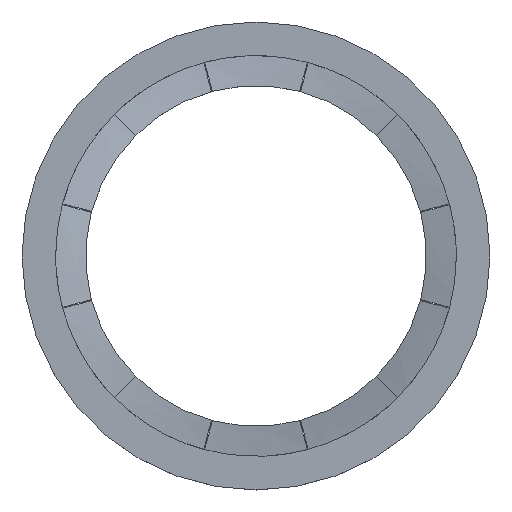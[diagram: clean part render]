
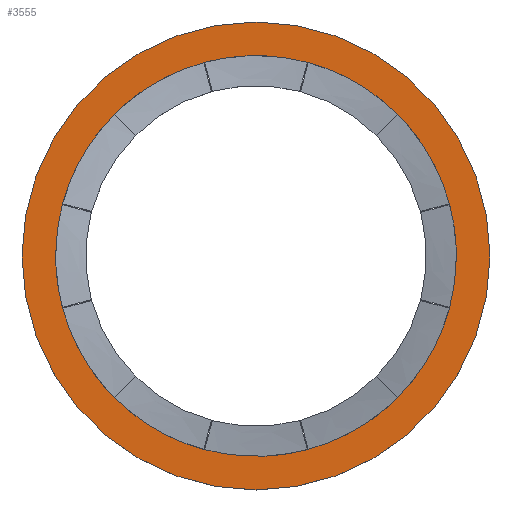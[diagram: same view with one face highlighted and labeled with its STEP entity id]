
A CAD part, top view. The second image highlights one B-rep face of the part: STEP entity #3555.
In plain terms, the highlighted planar face has unit normal (0, 0, 1).
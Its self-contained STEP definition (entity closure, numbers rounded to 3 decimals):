
#93=CARTESIAN_POINT('',(-6.25,0.,9.4));
#94=VERTEX_POINT('',#93);
#119=CARTESIAN_POINT('',(6.25,0.,9.4));
#120=VERTEX_POINT('',#119);
#127=CARTESIAN_POINT('',(0.0,-6.25,9.4));
#128=VERTEX_POINT('',#127);
#129=CARTESIAN_POINT('',(0.0,0.0,9.4));
#130=DIRECTION('',(0.0,0.0,-1.0));
#131=DIRECTION('',(-1.0,0.0,0.0));
#132=AXIS2_PLACEMENT_3D('',#129,#130,#131);
#133=CIRCLE('',#132,6.25);
#134=EDGE_CURVE('',#120,#128,#133,.T.);
#136=CARTESIAN_POINT('',(0.0,0.0,9.4));
#137=DIRECTION('',(0.0,0.0,-1.0));
#138=DIRECTION('',(-1.0,0.0,0.0));
#139=AXIS2_PLACEMENT_3D('',#136,#137,#138);
#140=CIRCLE('',#139,6.25);
#141=EDGE_CURVE('',#128,#94,#140,.T.);
#1037=CARTESIAN_POINT('',(2.44,4.761,9.4));
#1038=VERTEX_POINT('',#1037);
#1138=CARTESIAN_POINT('',(-0.267,5.343,9.4));
#1139=VERTEX_POINT('',#1138);
#1239=CARTESIAN_POINT('',(-2.903,4.494,9.4));
#1240=VERTEX_POINT('',#1239);
#1340=CARTESIAN_POINT('',(-4.761,2.44,9.4));
#1341=VERTEX_POINT('',#1340);
#1441=CARTESIAN_POINT('',(-5.343,-0.267,9.4));
#1442=VERTEX_POINT('',#1441);
#1542=CARTESIAN_POINT('',(-4.494,-2.903,9.4));
#1543=VERTEX_POINT('',#1542);
#1643=CARTESIAN_POINT('',(-2.44,-4.761,9.4));
#1644=VERTEX_POINT('',#1643);
#1744=CARTESIAN_POINT('',(0.267,-5.343,9.4));
#1745=VERTEX_POINT('',#1744);
#1845=CARTESIAN_POINT('',(2.903,-4.494,9.4));
#1846=VERTEX_POINT('',#1845);
#1946=CARTESIAN_POINT('',(4.761,-2.44,9.4));
#1947=VERTEX_POINT('',#1946);
#2047=CARTESIAN_POINT('',(4.494,2.903,9.4));
#2048=VERTEX_POINT('',#2047);
#2148=CARTESIAN_POINT('',(5.343,0.267,9.4));
#2149=VERTEX_POINT('',#2148);
#2927=CARTESIAN_POINT('',(5.17,1.376,9.4));
#2928=VERTEX_POINT('',#2927);
#2936=CARTESIAN_POINT('',(0.0,0.0,9.4));
#2937=DIRECTION('',(0.0,0.0,-1.0));
#2938=DIRECTION('',(0.0,-1.0,0.0));
#2939=AXIS2_PLACEMENT_3D('',#2936,#2937,#2938);
#2940=CIRCLE('',#2939,5.35);
#2941=EDGE_CURVE('',#2928,#2149,#2940,.T.);
#2973=CARTESIAN_POINT('',(5.165,-1.394,9.4));
#2974=VERTEX_POINT('',#2973);
#2975=CARTESIAN_POINT('',(0.0,0.0,9.4));
#2976=DIRECTION('',(0.0,0.0,-1.0));
#2977=DIRECTION('',(0.0,-1.0,0.0));
#2978=AXIS2_PLACEMENT_3D('',#2975,#2976,#2977);
#2979=CIRCLE('',#2978,5.35);
#2980=EDGE_CURVE('',#2974,#1947,#2979,.T.);
#3017=CARTESIAN_POINT('',(3.79,3.776,9.4));
#3018=VERTEX_POINT('',#3017);
#3026=CARTESIAN_POINT('',(0.0,0.0,9.4));
#3027=DIRECTION('',(0.0,0.0,-1.0));
#3028=DIRECTION('',(0.0,-1.0,0.0));
#3029=AXIS2_PLACEMENT_3D('',#3026,#3027,#3028);
#3030=CIRCLE('',#3029,5.35);
#3031=EDGE_CURVE('',#3018,#2048,#3030,.T.);
#3063=CARTESIAN_POINT('',(1.394,5.165,9.4));
#3064=VERTEX_POINT('',#3063);
#3065=CARTESIAN_POINT('',(0.0,0.0,9.4));
#3066=DIRECTION('',(0.0,0.0,-1.0));
#3067=DIRECTION('',(0.0,-1.0,0.0));
#3068=AXIS2_PLACEMENT_3D('',#3065,#3066,#3067);
#3069=CIRCLE('',#3068,5.35);
#3070=EDGE_CURVE('',#3064,#1038,#3069,.T.);
#3107=CARTESIAN_POINT('',(3.776,-3.79,9.4));
#3108=VERTEX_POINT('',#3107);
#3116=CARTESIAN_POINT('',(0.0,0.0,9.4));
#3117=DIRECTION('',(0.0,0.0,-1.0));
#3118=DIRECTION('',(0.0,-1.0,0.0));
#3119=AXIS2_PLACEMENT_3D('',#3116,#3117,#3118);
#3120=CIRCLE('',#3119,5.35);
#3121=EDGE_CURVE('',#3108,#1846,#3120,.T.);
#3152=CARTESIAN_POINT('',(1.376,-5.17,9.4));
#3153=VERTEX_POINT('',#3152);
#3161=CARTESIAN_POINT('',(0.0,0.0,9.4));
#3162=DIRECTION('',(0.0,0.0,-1.0));
#3163=DIRECTION('',(0.0,-1.0,0.0));
#3164=AXIS2_PLACEMENT_3D('',#3161,#3162,#3163);
#3165=CIRCLE('',#3164,5.35);
#3166=EDGE_CURVE('',#3153,#1745,#3165,.T.);
#3197=CARTESIAN_POINT('',(-1.376,5.17,9.4));
#3198=VERTEX_POINT('',#3197);
#3206=CARTESIAN_POINT('',(0.0,0.0,9.4));
#3207=DIRECTION('',(0.0,0.0,-1.0));
#3208=DIRECTION('',(0.0,-1.0,0.0));
#3209=AXIS2_PLACEMENT_3D('',#3206,#3207,#3208);
#3210=CIRCLE('',#3209,5.35);
#3211=EDGE_CURVE('',#3198,#1139,#3210,.T.);
#3243=CARTESIAN_POINT('',(-3.776,3.79,9.4));
#3244=VERTEX_POINT('',#3243);
#3245=CARTESIAN_POINT('',(0.0,0.0,9.4));
#3246=DIRECTION('',(0.0,0.0,-1.0));
#3247=DIRECTION('',(0.0,-1.0,0.0));
#3248=AXIS2_PLACEMENT_3D('',#3245,#3246,#3247);
#3249=CIRCLE('',#3248,5.35);
#3250=EDGE_CURVE('',#3244,#1240,#3249,.T.);
#3287=CARTESIAN_POINT('',(-1.394,-5.165,9.4));
#3288=VERTEX_POINT('',#3287);
#3296=CARTESIAN_POINT('',(0.0,0.0,9.4));
#3297=DIRECTION('',(0.0,0.0,-1.0));
#3298=DIRECTION('',(0.0,-1.0,0.0));
#3299=AXIS2_PLACEMENT_3D('',#3296,#3297,#3298);
#3300=CIRCLE('',#3299,5.35);
#3301=EDGE_CURVE('',#3288,#1644,#3300,.T.);
#3333=CARTESIAN_POINT('',(-5.165,1.394,9.4));
#3334=VERTEX_POINT('',#3333);
#3335=CARTESIAN_POINT('',(0.0,0.0,9.4));
#3336=DIRECTION('',(0.0,0.0,-1.0));
#3337=DIRECTION('',(0.0,-1.0,0.0));
#3338=AXIS2_PLACEMENT_3D('',#3335,#3336,#3337);
#3339=CIRCLE('',#3338,5.35);
#3340=EDGE_CURVE('',#3334,#1341,#3339,.T.);
#3378=CARTESIAN_POINT('',(-5.17,-1.376,9.4));
#3379=VERTEX_POINT('',#3378);
#3380=CARTESIAN_POINT('',(0.0,0.0,9.4));
#3381=DIRECTION('',(0.0,0.0,-1.0));
#3382=DIRECTION('',(0.0,-1.0,0.0));
#3383=AXIS2_PLACEMENT_3D('',#3380,#3381,#3382);
#3384=CIRCLE('',#3383,5.35);
#3385=EDGE_CURVE('',#3379,#1442,#3384,.T.);
#3422=CARTESIAN_POINT('',(-3.79,-3.776,9.4));
#3423=VERTEX_POINT('',#3422);
#3431=CARTESIAN_POINT('',(0.0,0.0,9.4));
#3432=DIRECTION('',(0.0,0.0,-1.0));
#3433=DIRECTION('',(0.0,-1.0,0.0));
#3434=AXIS2_PLACEMENT_3D('',#3431,#3432,#3433);
#3435=CIRCLE('',#3434,5.35);
#3436=EDGE_CURVE('',#3423,#1543,#3435,.T.);
#3441=CARTESIAN_POINT('',(0.0,-5.8,9.4));
#3442=DIRECTION('',(0.0,0.0,-1.0));
#3443=DIRECTION('',(1.0,0.0,0.0));
#3444=AXIS2_PLACEMENT_3D('',#3441,#3442,#3443);
#3445=PLANE('',#3444);
#3446=ORIENTED_EDGE('',*,*,#141,.F.);
#3447=ORIENTED_EDGE('',*,*,#134,.F.);
#3448=CARTESIAN_POINT('',(0.0,0.0,9.4));
#3449=DIRECTION('',(0.0,0.0,-1.0));
#3450=DIRECTION('',(-1.0,0.0,0.0));
#3451=AXIS2_PLACEMENT_3D('',#3448,#3449,#3450);
#3452=CIRCLE('',#3451,6.25);
#3453=EDGE_CURVE('',#94,#120,#3452,.T.);
#3454=ORIENTED_EDGE('',*,*,#3453,.F.);
#3455=EDGE_LOOP('',(#3446,#3447,#3454));
#3456=FACE_OUTER_BOUND('',#3455,.T.);
#3457=CARTESIAN_POINT('',(0.0,0.0,9.4));
#3458=DIRECTION('',(0.0,0.0,1.0));
#3459=DIRECTION('',(-1.0,0.0,0.0));
#3460=AXIS2_PLACEMENT_3D('',#3457,#3458,#3459);
#3461=CIRCLE('',#3460,5.35);
#3462=EDGE_CURVE('',#3288,#1745,#3461,.T.);
#3463=ORIENTED_EDGE('',*,*,#3462,.F.);
#3464=ORIENTED_EDGE('',*,*,#3301,.T.);
#3465=CARTESIAN_POINT('',(0.0,0.0,9.4));
#3466=DIRECTION('',(0.0,0.0,1.0));
#3467=DIRECTION('',(-1.0,0.0,0.0));
#3468=AXIS2_PLACEMENT_3D('',#3465,#3466,#3467);
#3469=CIRCLE('',#3468,5.35);
#3470=EDGE_CURVE('',#3423,#1644,#3469,.T.);
#3471=ORIENTED_EDGE('',*,*,#3470,.F.);
#3472=ORIENTED_EDGE('',*,*,#3436,.T.);
#3473=CARTESIAN_POINT('',(0.0,0.0,9.4));
#3474=DIRECTION('',(0.0,0.0,1.0));
#3475=DIRECTION('',(-1.0,0.0,0.0));
#3476=AXIS2_PLACEMENT_3D('',#3473,#3474,#3475);
#3477=CIRCLE('',#3476,5.35);
#3478=EDGE_CURVE('',#3379,#1543,#3477,.T.);
#3479=ORIENTED_EDGE('',*,*,#3478,.F.);
#3480=ORIENTED_EDGE('',*,*,#3385,.T.);
#3481=CARTESIAN_POINT('',(0.0,0.0,9.4));
#3482=DIRECTION('',(0.0,0.0,1.0));
#3483=DIRECTION('',(-1.0,0.0,0.0));
#3484=AXIS2_PLACEMENT_3D('',#3481,#3482,#3483);
#3485=CIRCLE('',#3484,5.35);
#3486=EDGE_CURVE('',#3334,#1442,#3485,.T.);
#3487=ORIENTED_EDGE('',*,*,#3486,.F.);
#3488=ORIENTED_EDGE('',*,*,#3340,.T.);
#3489=CARTESIAN_POINT('',(0.0,0.0,9.4));
#3490=DIRECTION('',(0.0,0.0,1.0));
#3491=DIRECTION('',(-1.0,0.0,0.0));
#3492=AXIS2_PLACEMENT_3D('',#3489,#3490,#3491);
#3493=CIRCLE('',#3492,5.35);
#3494=EDGE_CURVE('',#3244,#1341,#3493,.T.);
#3495=ORIENTED_EDGE('',*,*,#3494,.F.);
#3496=ORIENTED_EDGE('',*,*,#3250,.T.);
#3497=CARTESIAN_POINT('',(0.0,0.0,9.4));
#3498=DIRECTION('',(0.0,0.0,1.0));
#3499=DIRECTION('',(-1.0,0.0,0.0));
#3500=AXIS2_PLACEMENT_3D('',#3497,#3498,#3499);
#3501=CIRCLE('',#3500,5.35);
#3502=EDGE_CURVE('',#3198,#1240,#3501,.T.);
#3503=ORIENTED_EDGE('',*,*,#3502,.F.);
#3504=ORIENTED_EDGE('',*,*,#3211,.T.);
#3505=CARTESIAN_POINT('',(0.0,0.0,9.4));
#3506=DIRECTION('',(0.0,0.0,1.0));
#3507=DIRECTION('',(-1.0,0.0,0.0));
#3508=AXIS2_PLACEMENT_3D('',#3505,#3506,#3507);
#3509=CIRCLE('',#3508,5.35);
#3510=EDGE_CURVE('',#3064,#1139,#3509,.T.);
#3511=ORIENTED_EDGE('',*,*,#3510,.F.);
#3512=ORIENTED_EDGE('',*,*,#3070,.T.);
#3513=CARTESIAN_POINT('',(0.0,0.0,9.4));
#3514=DIRECTION('',(0.0,0.0,1.0));
#3515=DIRECTION('',(-1.0,0.0,0.0));
#3516=AXIS2_PLACEMENT_3D('',#3513,#3514,#3515);
#3517=CIRCLE('',#3516,5.35);
#3518=EDGE_CURVE('',#3018,#1038,#3517,.T.);
#3519=ORIENTED_EDGE('',*,*,#3518,.F.);
#3520=ORIENTED_EDGE('',*,*,#3031,.T.);
#3521=CARTESIAN_POINT('',(0.0,0.0,9.4));
#3522=DIRECTION('',(0.0,0.0,1.0));
#3523=DIRECTION('',(-1.0,0.0,0.0));
#3524=AXIS2_PLACEMENT_3D('',#3521,#3522,#3523);
#3525=CIRCLE('',#3524,5.35);
#3526=EDGE_CURVE('',#2928,#2048,#3525,.T.);
#3527=ORIENTED_EDGE('',*,*,#3526,.F.);
#3528=ORIENTED_EDGE('',*,*,#2941,.T.);
#3529=CARTESIAN_POINT('',(0.0,0.0,9.4));
#3530=DIRECTION('',(0.0,0.0,1.0));
#3531=DIRECTION('',(-1.0,0.0,0.0));
#3532=AXIS2_PLACEMENT_3D('',#3529,#3530,#3531);
#3533=CIRCLE('',#3532,5.35);
#3534=EDGE_CURVE('',#2974,#2149,#3533,.T.);
#3535=ORIENTED_EDGE('',*,*,#3534,.F.);
#3536=ORIENTED_EDGE('',*,*,#2980,.T.);
#3537=CARTESIAN_POINT('',(0.0,0.0,9.4));
#3538=DIRECTION('',(0.0,0.0,1.0));
#3539=DIRECTION('',(-1.0,0.0,0.0));
#3540=AXIS2_PLACEMENT_3D('',#3537,#3538,#3539);
#3541=CIRCLE('',#3540,5.35);
#3542=EDGE_CURVE('',#3108,#1947,#3541,.T.);
#3543=ORIENTED_EDGE('',*,*,#3542,.F.);
#3544=ORIENTED_EDGE('',*,*,#3121,.T.);
#3545=CARTESIAN_POINT('',(0.0,0.0,9.4));
#3546=DIRECTION('',(0.0,0.0,1.0));
#3547=DIRECTION('',(-1.0,0.0,0.0));
#3548=AXIS2_PLACEMENT_3D('',#3545,#3546,#3547);
#3549=CIRCLE('',#3548,5.35);
#3550=EDGE_CURVE('',#3153,#1846,#3549,.T.);
#3551=ORIENTED_EDGE('',*,*,#3550,.F.);
#3552=ORIENTED_EDGE('',*,*,#3166,.T.);
#3553=EDGE_LOOP('',(#3463,#3464,#3471,#3472,#3479,#3480,#3487,#3488,#3495,#3496,#3503,#3504,#3511,#3512,#3519,#3520,#3527,#3528,#3535,#3536,#3543,#3544,#3551,#3552));
#3554=FACE_BOUND('',#3553,.T.);
#3555=ADVANCED_FACE('',(#3456,#3554),#3445,.F.);
